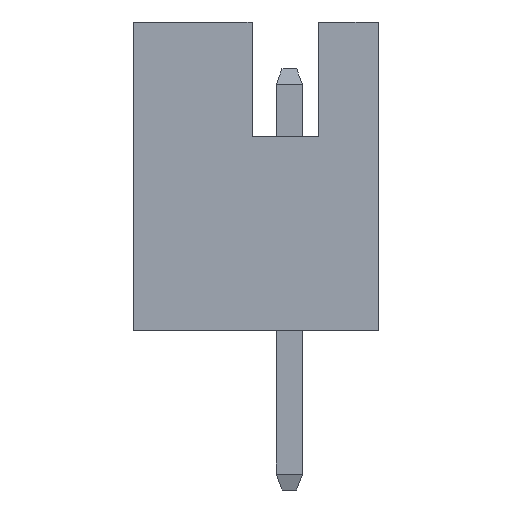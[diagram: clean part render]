
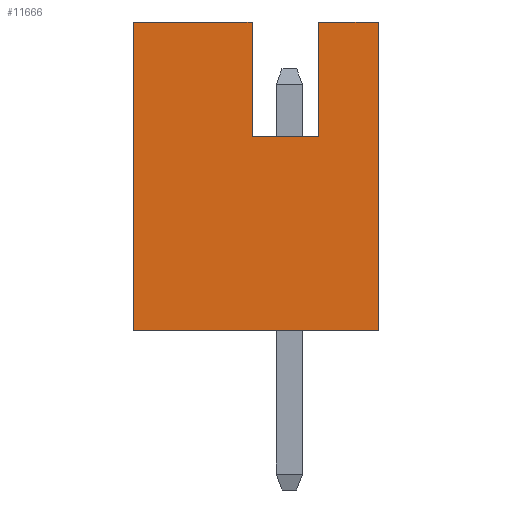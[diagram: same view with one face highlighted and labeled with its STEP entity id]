
A CAD part, left-side view. The second image highlights one B-rep face of the part: STEP entity #11666.
In plain terms, the highlighted planar face has unit normal (-1, 0, 0).
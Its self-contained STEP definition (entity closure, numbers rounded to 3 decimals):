
#733=ORIENTED_EDGE('',*,*,#3047,.T.);
#734=ORIENTED_EDGE('',*,*,#3048,.T.);
#735=ORIENTED_EDGE('',*,*,#3049,.T.);
#736=ORIENTED_EDGE('',*,*,#2924,.T.);
#737=ORIENTED_EDGE('',*,*,#2849,.F.);
#738=ORIENTED_EDGE('',*,*,#2776,.F.);
#739=ORIENTED_EDGE('',*,*,#2760,.T.);
#740=ORIENTED_EDGE('',*,*,#3050,.T.);
#2760=EDGE_CURVE('',#3962,#3961,#4716,.T.);
#2776=EDGE_CURVE('',#3962,#3974,#4732,.T.);
#2849=EDGE_CURVE('',#3974,#4043,#4805,.T.);
#2924=EDGE_CURVE('',#4068,#4043,#4880,.T.);
#3047=EDGE_CURVE('',#4191,#4192,#5003,.T.);
#3048=EDGE_CURVE('',#4192,#4193,#5004,.T.);
#3049=EDGE_CURVE('',#4193,#4068,#5005,.T.);
#3050=EDGE_CURVE('',#3961,#4191,#5006,.T.);
#3961=VERTEX_POINT('',#14500);
#3962=VERTEX_POINT('',#14502);
#3974=VERTEX_POINT('',#14533);
#4043=VERTEX_POINT('',#14679);
#4068=VERTEX_POINT('',#14739);
#4191=VERTEX_POINT('',#15063);
#4192=VERTEX_POINT('',#15064);
#4193=VERTEX_POINT('',#15066);
#4716=LINE('',#14501,#5654);
#4732=LINE('',#14532,#5670);
#4805=LINE('',#14678,#5743);
#4880=LINE('',#14826,#5818);
#5003=LINE('',#15062,#5941);
#5004=LINE('',#15065,#5942);
#5005=LINE('',#15067,#5943);
#5006=LINE('',#15068,#5944);
#5654=VECTOR('',#12628,1000.);
#5670=VECTOR('',#12650,1000.);
#5743=VECTOR('',#12731,1000.);
#5818=VECTOR('',#12816,1000.);
#5941=VECTOR('',#13005,1000.);
#5942=VECTOR('',#13006,1000.);
#5943=VECTOR('',#13007,1000.);
#5944=VECTOR('',#13008,1000.);
#6628=EDGE_LOOP('',(#733,#734,#735,#736,#737,#738,#739,#740));
#7158=FACE_BOUND('',#6628,.T.);
#7688=PLANE('',#12193);
#11666=ADVANCED_FACE('',(#7158),#7688,.T.);
#12193=AXIS2_PLACEMENT_3D('',#15061,#13003,#13004);
#12628=DIRECTION('',(0.,1.,0.));
#12650=DIRECTION('',(0.,0.,-1.));
#12731=DIRECTION('',(0.,1.,0.));
#12816=DIRECTION('',(0.,0.,-1.));
#13003=DIRECTION('',(-1.,0.,0.));
#13004=DIRECTION('',(0.,0.,1.));
#13005=DIRECTION('',(0.,1.,0.));
#13006=DIRECTION('',(0.,0.,1.));
#13007=DIRECTION('',(0.,1.,0.));
#13008=DIRECTION('',(0.,0.,-1.));
#14500=CARTESIAN_POINT('',(-12.93,-0.557,5.893));
#14501=CARTESIAN_POINT('',(-12.93,-1.7,5.893));
#14502=CARTESIAN_POINT('',(-12.93,-1.7,5.893));
#14532=CARTESIAN_POINT('',(-12.93,-1.7,1.88));
#14533=CARTESIAN_POINT('',(-12.93,-1.7,0.));
#14678=CARTESIAN_POINT('',(-12.93,-1.7,0.));
#14679=CARTESIAN_POINT('',(-12.93,2.974,0.));
#14739=CARTESIAN_POINT('',(-12.93,2.974,5.893));
#14826=CARTESIAN_POINT('',(-12.93,2.974,1.88));
#15061=CARTESIAN_POINT('',(-12.93,-1.7,1.88));
#15062=CARTESIAN_POINT('',(-12.93,-0.557,3.708));
#15063=CARTESIAN_POINT('',(-12.93,-0.557,3.708));
#15064=CARTESIAN_POINT('',(-12.93,0.713,3.708));
#15065=CARTESIAN_POINT('',(-12.93,0.713,3.708));
#15066=CARTESIAN_POINT('',(-12.93,0.713,5.893));
#15067=CARTESIAN_POINT('',(-12.93,-1.7,5.893));
#15068=CARTESIAN_POINT('',(-12.93,-0.557,5.893));
